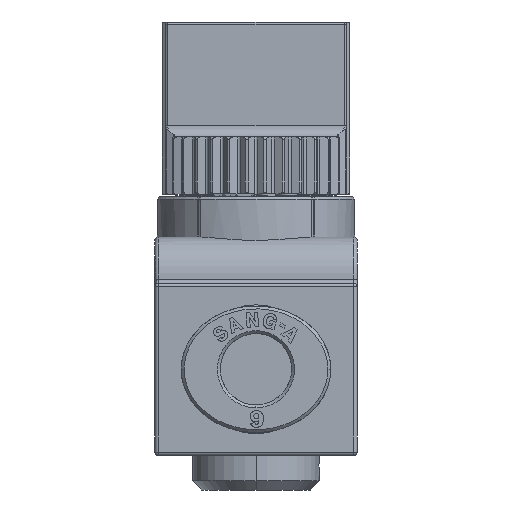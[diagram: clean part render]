
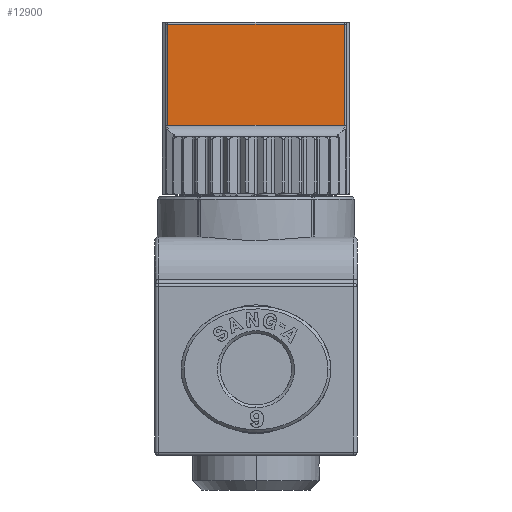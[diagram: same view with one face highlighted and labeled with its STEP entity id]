
A CAD part, left-side view. The second image highlights one B-rep face of the part: STEP entity #12900.
In plain terms, the highlighted planar face has unit normal (-1, 0, 0).
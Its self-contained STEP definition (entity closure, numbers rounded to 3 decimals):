
#801=PLANE('',#28293);
#2166=FACE_OUTER_BOUND('',#3598,.F.);
#3598=EDGE_LOOP('',(#8331,#8332,#8333,#8334));
#8331=ORIENTED_EDGE('',*,*,#20861,.T.);
#8332=ORIENTED_EDGE('',*,*,#20906,.T.);
#8333=ORIENTED_EDGE('',*,*,#20867,.T.);
#8334=ORIENTED_EDGE('',*,*,#20881,.T.);
#12900=ADVANCED_FACE('',(#2166),#801,.T.);
#14177=LINE('',#38798,#17229);
#14180=LINE('',#38811,#17232);
#14187=LINE('',#38846,#17239);
#14192=LINE('',#38973,#17244);
#17229=VECTOR('',#29250,8.8);
#17232=VECTOR('',#29257,8.8);
#17239=VECTOR('',#29272,15.324);
#17244=VECTOR('',#29281,15.324);
#20861=EDGE_CURVE('',#26948,#26947,#14177,.T.);
#20867=EDGE_CURVE('',#26941,#26942,#14180,.T.);
#20881=EDGE_CURVE('',#26942,#26948,#14187,.T.);
#20906=EDGE_CURVE('',#26947,#26941,#14192,.T.);
#26941=VERTEX_POINT('',#37892);
#26942=VERTEX_POINT('',#37893);
#26947=VERTEX_POINT('',#37898);
#26948=VERTEX_POINT('',#37899);
#28293=AXIS2_PLACEMENT_3D('',#48611,#34234,#34235);
#29250=DIRECTION('',(0.,0.,-1.));
#29257=DIRECTION('',(0.,0.,1.));
#29272=DIRECTION('',(0.,-1.,0.));
#29281=DIRECTION('',(0.,1.,0.));
#34234=DIRECTION('',(-1.,0.,0.));
#34235=DIRECTION('',(0.,0.,-1.));
#37892=CARTESIAN_POINT('',(8.203,7.662,9.446));
#37893=CARTESIAN_POINT('',(8.203,7.662,18.246));
#37898=CARTESIAN_POINT('',(8.203,-7.662,9.446));
#37899=CARTESIAN_POINT('',(8.203,-7.662,18.246));
#38798=CARTESIAN_POINT('',(8.203,-7.662,18.246));
#38811=CARTESIAN_POINT('',(8.203,7.662,9.446));
#38846=CARTESIAN_POINT('',(8.203,7.662,18.246));
#38973=CARTESIAN_POINT('',(8.203,-7.662,9.446));
#48611=CARTESIAN_POINT('',(8.203,8.428,19.012));
